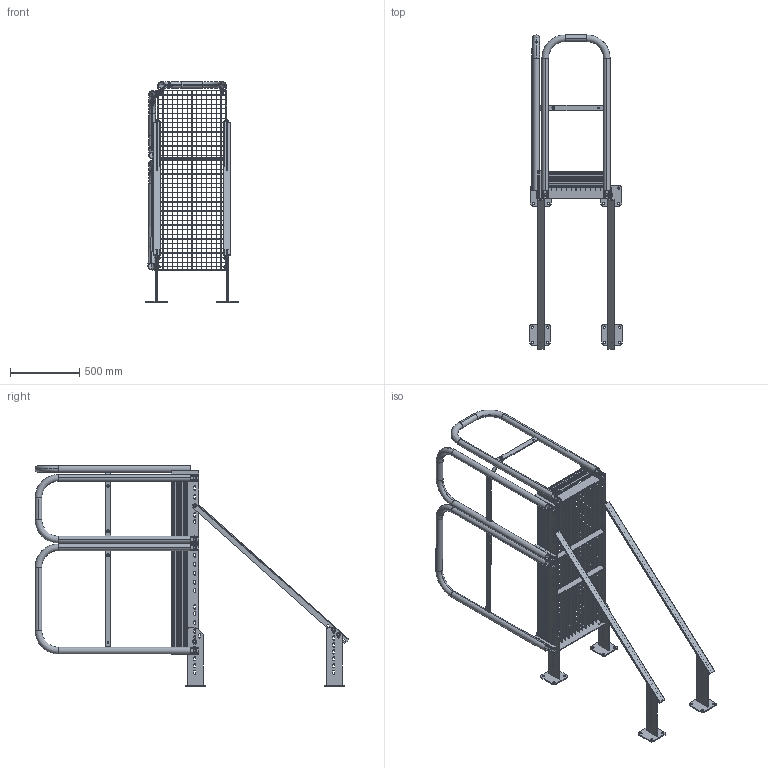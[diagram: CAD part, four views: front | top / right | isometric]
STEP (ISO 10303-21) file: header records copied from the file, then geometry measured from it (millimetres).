
FILE_DESCRIPTION (( 'STEP AP203' ), '1' );
FILE_NAME ('0529231701.STEP', '2024-07-02T05:58:50', ( '' ), ( '' ), 'SwSTEP 2.0', 'SolidWorks 2022', '' );
FILE_SCHEMA (( 'CONFIG_CONTROL_DESIGN' ));
Products named in the file (1): 0529231701
Bounding box: 668 x 2262.25 x 1591.15 mm (x, y, z)
Volume: 10149786.7 mm3; surface area: 6322505.6 mm2
Topology: 163 solids, 163 shells, 4475 faces, 11780 edges, 7657 vertices
Faces by surface type: plane 3172, cylinder 728, cone 513, torus 62
Entity records: 140275 total; most frequent: CARTESIAN_POINT 28714, ORIENTED_EDGE 23560, DIRECTION 22155, EDGE_CURVE 11780, VECTOR 8933, LINE 8933, VERTEX_POINT 7657, AXIS2_PLACEMENT_3D 6611
